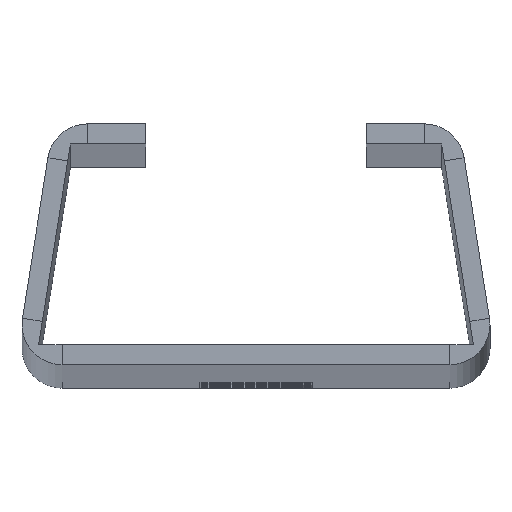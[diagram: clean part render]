
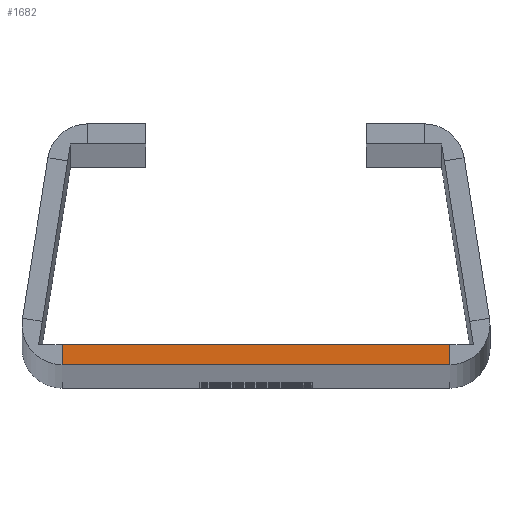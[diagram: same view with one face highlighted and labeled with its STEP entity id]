
A CAD part, top view. The second image highlights one B-rep face of the part: STEP entity #1682.
In plain terms, the highlighted planar face has unit normal (0, 0, 1).
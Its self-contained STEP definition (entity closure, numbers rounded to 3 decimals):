
#12 = CARTESIAN_POINT ( 'NONE',  ( 15.969, 3.235, 1000. ) ) ;
#15 = EDGE_CURVE ( 'NONE', #520, #626, #951, .T. ) ;
#44 = CARTESIAN_POINT ( 'NONE',  ( -14.487, 1.5, 1000. ) ) ;
#180 = DIRECTION ( 'NONE',  ( 0., -1., 0. ) ) ;
#183 = CARTESIAN_POINT ( 'NONE',  ( 14.487, 0., 1000. ) ) ;
#317 = VECTOR ( 'NONE', #180, 1000. ) ;
#321 = EDGE_CURVE ( 'NONE', #1422, #371, #1024, .T. ) ;
#371 = VERTEX_POINT ( 'NONE', #569 ) ;
#520 = VERTEX_POINT ( 'NONE', #974 ) ;
#569 = CARTESIAN_POINT ( 'NONE',  ( 14.487, 1.5, 1000. ) ) ;
#577 = VECTOR ( 'NONE', #1699, 1000. ) ;
#626 = VERTEX_POINT ( 'NONE', #1247 ) ;
#630 = EDGE_LOOP ( 'NONE', ( #1528, #1403, #944, #1368 ) ) ;
#637 = DIRECTION ( 'NONE',  ( 0., 1., 0. ) ) ;
#665 = FACE_OUTER_BOUND ( 'NONE', #630, .T. ) ;
#745 = EDGE_CURVE ( 'NONE', #626, #1422, #1012, .T. ) ;
#750 = DIRECTION ( 'NONE',  ( 0., 0., 1. ) ) ;
#777 = EDGE_CURVE ( 'NONE', #520, #371, #1056, .T. ) ;
#944 = ORIENTED_EDGE ( 'NONE', *, *, #777, .F. ) ;
#951 = LINE ( 'NONE', #44, #317 ) ;
#974 = CARTESIAN_POINT ( 'NONE',  ( -14.487, 1.5, 1000. ) ) ;
#987 = AXIS2_PLACEMENT_3D ( 'NONE', #12, #750, #1372 ) ;
#1012 = LINE ( 'NONE', #1149, #577 ) ;
#1024 = LINE ( 'NONE', #1162, #1064 ) ;
#1056 = LINE ( 'NONE', #1614, #1547 ) ;
#1064 = VECTOR ( 'NONE', #637, 1000. ) ;
#1149 = CARTESIAN_POINT ( 'NONE',  ( -18., 0., 1000. ) ) ;
#1162 = CARTESIAN_POINT ( 'NONE',  ( 14.487, 0., 1000. ) ) ;
#1180 = PLANE ( 'NONE',  #987 ) ;
#1207 = DIRECTION ( 'NONE',  ( 1., 0., 0. ) ) ;
#1247 = CARTESIAN_POINT ( 'NONE',  ( -14.487, 0., 1000. ) ) ;
#1368 = ORIENTED_EDGE ( 'NONE', *, *, #15, .T. ) ;
#1372 = DIRECTION ( 'NONE',  ( 1., 0., 0. ) ) ;
#1403 = ORIENTED_EDGE ( 'NONE', *, *, #321, .T. ) ;
#1422 = VERTEX_POINT ( 'NONE', #183 ) ;
#1528 = ORIENTED_EDGE ( 'NONE', *, *, #745, .T. ) ;
#1547 = VECTOR ( 'NONE', #1207, 1000. ) ;
#1614 = CARTESIAN_POINT ( 'NONE',  ( -18., 1.5, 1000. ) ) ;
#1682 = ADVANCED_FACE ( 'NONE', ( #665 ), #1180, .T. ) ;
#1699 = DIRECTION ( 'NONE',  ( 1., 0., 0. ) ) ;
